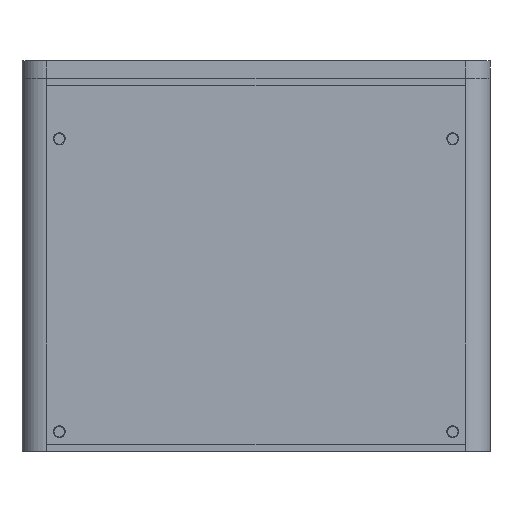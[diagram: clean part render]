
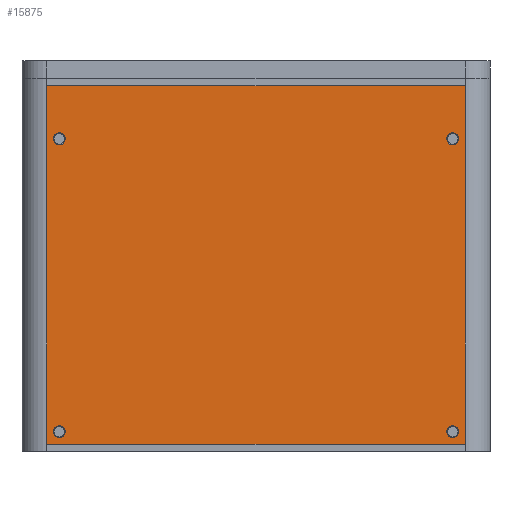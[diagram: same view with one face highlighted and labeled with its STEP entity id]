
A CAD part, front view. The second image highlights one B-rep face of the part: STEP entity #15875.
In plain terms, the highlighted planar face has unit normal (0, -1, 0).
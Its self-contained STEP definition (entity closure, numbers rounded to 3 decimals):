
#1485 = AXIS2_PLACEMENT_3D ( 'NONE', #11991, #13052, #5792 ) ;
#1674 = EDGE_CURVE ( 'NONE', #20022, #6301, #13598, .T. ) ;
#1698 = CARTESIAN_POINT ( 'NONE',  ( 58.95, -19., 62.489 ) ) ;
#1747 = EDGE_CURVE ( 'NONE', #6301, #11137, #3327, .T. ) ;
#1799 = CARTESIAN_POINT ( 'NONE',  ( -58.95, -19., -38.575 ) ) ;
#2040 = DIRECTION ( 'NONE',  ( 0., -1., 0. ) ) ;
#2111 = CARTESIAN_POINT ( 'NONE',  ( 58.95, -19., 62.489 ) ) ;
#2301 = ORIENTED_EDGE ( 'NONE', *, *, #15395, .F. ) ;
#2448 = CIRCLE ( 'NONE', #15746, 1.7 ) ;
#2812 = PLANE ( 'NONE',  #14785 ) ;
#2883 = VECTOR ( 'NONE', #4947, 1000. ) ;
#3150 = CARTESIAN_POINT ( 'NONE',  ( -55.45, -19., -36.775 ) ) ;
#3327 = LINE ( 'NONE', #20012, #2883 ) ;
#3507 = VERTEX_POINT ( 'NONE', #3813 ) ;
#3549 = VERTEX_POINT ( 'NONE', #8672 ) ;
#3668 = DIRECTION ( 'NONE',  ( 0., 0., -1. ) ) ;
#3813 = CARTESIAN_POINT ( 'NONE',  ( -55.45, -19., -33.375 ) ) ;
#4118 = VERTEX_POINT ( 'NONE', #6400 ) ;
#4341 = DIRECTION ( 'NONE',  ( 0., 0., 1. ) ) ;
#4430 = FACE_OUTER_BOUND ( 'NONE', #9431, .T. ) ;
#4758 = CARTESIAN_POINT ( 'NONE',  ( 58.95, -19., -38.575 ) ) ;
#4794 = CIRCLE ( 'NONE', #9012, 1.7 ) ;
#4905 = EDGE_LOOP ( 'NONE', ( #9787, #5168 ) ) ;
#4947 = DIRECTION ( 'NONE',  ( 1., 0., 0. ) ) ;
#5081 = VERTEX_POINT ( 'NONE', #1698 ) ;
#5168 = ORIENTED_EDGE ( 'NONE', *, *, #8101, .F. ) ;
#5183 = CARTESIAN_POINT ( 'NONE',  ( 55.45, -19., -35.075 ) ) ;
#5201 = DIRECTION ( 'NONE',  ( 0., -1., 0. ) ) ;
#5357 = ORIENTED_EDGE ( 'NONE', *, *, #15801, .T. ) ;
#5573 = ORIENTED_EDGE ( 'NONE', *, *, #15283, .F. ) ;
#5720 = DIRECTION ( 'NONE',  ( 0., -1., 0. ) ) ;
#5746 = DIRECTION ( 'NONE',  ( 0., 0., -1. ) ) ;
#5790 = CARTESIAN_POINT ( 'NONE',  ( 55.45, -19., -35.075 ) ) ;
#5792 = DIRECTION ( 'NONE',  ( 0., 0., -1. ) ) ;
#6234 = VERTEX_POINT ( 'NONE', #9410 ) ;
#6301 = VERTEX_POINT ( 'NONE', #1799 ) ;
#6328 = CIRCLE ( 'NONE', #9912, 1.7 ) ;
#6360 = AXIS2_PLACEMENT_3D ( 'NONE', #17297, #15785, #14259 ) ;
#6400 = CARTESIAN_POINT ( 'NONE',  ( -55.45, -19., 49.189 ) ) ;
#6813 = ORIENTED_EDGE ( 'NONE', *, *, #1674, .T. ) ;
#7091 = DIRECTION ( 'NONE',  ( 0., 0., -1. ) ) ;
#7277 = CIRCLE ( 'NONE', #19310, 1.7 ) ;
#7318 = VECTOR ( 'NONE', #16145, 1000. ) ;
#8101 = EDGE_CURVE ( 'NONE', #17506, #3549, #8626, .T. ) ;
#8230 = AXIS2_PLACEMENT_3D ( 'NONE', #5183, #2040, #7091 ) ;
#8626 = CIRCLE ( 'NONE', #10914, 1.7 ) ;
#8672 = CARTESIAN_POINT ( 'NONE',  ( 55.45, -19., -36.775 ) ) ;
#8718 = CARTESIAN_POINT ( 'NONE',  ( 55.45, -19., 47.489 ) ) ;
#8809 = CARTESIAN_POINT ( 'NONE',  ( -55.45, -19., -35.075 ) ) ;
#8999 = DIRECTION ( 'NONE',  ( 0., -1., 0. ) ) ;
#9012 = AXIS2_PLACEMENT_3D ( 'NONE', #19645, #5720, #11814 ) ;
#9137 = EDGE_LOOP ( 'NONE', ( #2301, #13673 ) ) ;
#9178 = EDGE_LOOP ( 'NONE', ( #5573, #20105 ) ) ;
#9372 = EDGE_CURVE ( 'NONE', #3507, #11156, #18340, .T. ) ;
#9410 = CARTESIAN_POINT ( 'NONE',  ( -55.45, -19., 45.789 ) ) ;
#9431 = EDGE_LOOP ( 'NONE', ( #11266, #12844, #5357, #6813 ) ) ;
#9787 = ORIENTED_EDGE ( 'NONE', *, *, #10921, .F. ) ;
#9912 = AXIS2_PLACEMENT_3D ( 'NONE', #8718, #5201, #3668 ) ;
#10498 = CIRCLE ( 'NONE', #8230, 1.7 ) ;
#10631 = FACE_BOUND ( 'NONE', #12151, .T. ) ;
#10705 = ORIENTED_EDGE ( 'NONE', *, *, #18185, .F. ) ;
#10914 = AXIS2_PLACEMENT_3D ( 'NONE', #5790, #11590, #15031 ) ;
#10921 = EDGE_CURVE ( 'NONE', #3549, #17506, #10498, .T. ) ;
#10992 = EDGE_CURVE ( 'NONE', #11137, #5081, #17975, .T. ) ;
#11137 = VERTEX_POINT ( 'NONE', #4758 ) ;
#11156 = VERTEX_POINT ( 'NONE', #3150 ) ;
#11266 = ORIENTED_EDGE ( 'NONE', *, *, #1747, .T. ) ;
#11590 = DIRECTION ( 'NONE',  ( 0., -1., 0. ) ) ;
#11814 = DIRECTION ( 'NONE',  ( 0., 0., -1. ) ) ;
#11840 = LINE ( 'NONE', #2111, #7318 ) ;
#11954 = CARTESIAN_POINT ( 'NONE',  ( 0., -19., 0. ) ) ;
#11991 = CARTESIAN_POINT ( 'NONE',  ( -55.45, -19., -35.075 ) ) ;
#12151 = EDGE_LOOP ( 'NONE', ( #10705, #17203 ) ) ;
#12844 = ORIENTED_EDGE ( 'NONE', *, *, #10992, .T. ) ;
#12940 = DIRECTION ( 'NONE',  ( 0., 0., -1. ) ) ;
#13052 = DIRECTION ( 'NONE',  ( 0., -1., 0. ) ) ;
#13391 = DIRECTION ( 'NONE',  ( 0., -1., 0. ) ) ;
#13469 = FACE_BOUND ( 'NONE', #4905, .T. ) ;
#13498 = CARTESIAN_POINT ( 'NONE',  ( -58.95, -19., 62.489 ) ) ;
#13557 = DIRECTION ( 'NONE',  ( 0., -1., 0. ) ) ;
#13598 = LINE ( 'NONE', #13498, #16518 ) ;
#13673 = ORIENTED_EDGE ( 'NONE', *, *, #15107, .F. ) ;
#13805 = CARTESIAN_POINT ( 'NONE',  ( 58.95, -19., -38.575 ) ) ;
#14031 = VERTEX_POINT ( 'NONE', #14301 ) ;
#14259 = DIRECTION ( 'NONE',  ( 0., 0., -1. ) ) ;
#14301 = CARTESIAN_POINT ( 'NONE',  ( 55.45, -19., 45.789 ) ) ;
#14785 = AXIS2_PLACEMENT_3D ( 'NONE', #11954, #8999, #5746 ) ;
#14974 = DIRECTION ( 'NONE',  ( 0., 0., -1. ) ) ;
#15031 = DIRECTION ( 'NONE',  ( 0., 0., -1. ) ) ;
#15107 = EDGE_CURVE ( 'NONE', #17169, #14031, #4794, .T. ) ;
#15283 = EDGE_CURVE ( 'NONE', #11156, #3507, #2448, .T. ) ;
#15395 = EDGE_CURVE ( 'NONE', #14031, #17169, #6328, .T. ) ;
#15419 = CIRCLE ( 'NONE', #6360, 1.7 ) ;
#15746 = AXIS2_PLACEMENT_3D ( 'NONE', #8809, #13391, #12940 ) ;
#15785 = DIRECTION ( 'NONE',  ( 0., -1., 0. ) ) ;
#15801 = EDGE_CURVE ( 'NONE', #5081, #20022, #11840, .T. ) ;
#15875 = ADVANCED_FACE ( 'NONE', ( #16625, #13469, #16839, #10631, #4430 ), #2812, .T. ) ;
#16145 = DIRECTION ( 'NONE',  ( -1., 0., 0. ) ) ;
#16518 = VECTOR ( 'NONE', #18076, 1000. ) ;
#16550 = EDGE_CURVE ( 'NONE', #4118, #6234, #15419, .T. ) ;
#16625 = FACE_BOUND ( 'NONE', #9178, .T. ) ;
#16839 = FACE_BOUND ( 'NONE', #9137, .T. ) ;
#17169 = VERTEX_POINT ( 'NONE', #19498 ) ;
#17203 = ORIENTED_EDGE ( 'NONE', *, *, #16550, .F. ) ;
#17297 = CARTESIAN_POINT ( 'NONE',  ( -55.45, -19., 47.489 ) ) ;
#17506 = VERTEX_POINT ( 'NONE', #17926 ) ;
#17926 = CARTESIAN_POINT ( 'NONE',  ( 55.45, -19., -33.375 ) ) ;
#17975 = LINE ( 'NONE', #13805, #19283 ) ;
#18076 = DIRECTION ( 'NONE',  ( 0., 0., -1. ) ) ;
#18185 = EDGE_CURVE ( 'NONE', #6234, #4118, #7277, .T. ) ;
#18340 = CIRCLE ( 'NONE', #1485, 1.7 ) ;
#19283 = VECTOR ( 'NONE', #4341, 1000. ) ;
#19310 = AXIS2_PLACEMENT_3D ( 'NONE', #19545, #13557, #14974 ) ;
#19498 = CARTESIAN_POINT ( 'NONE',  ( 55.45, -19., 49.189 ) ) ;
#19545 = CARTESIAN_POINT ( 'NONE',  ( -55.45, -19., 47.489 ) ) ;
#19645 = CARTESIAN_POINT ( 'NONE',  ( 55.45, -19., 47.489 ) ) ;
#19966 = CARTESIAN_POINT ( 'NONE',  ( -58.95, -19., 62.489 ) ) ;
#20012 = CARTESIAN_POINT ( 'NONE',  ( -58.95, -19., -38.575 ) ) ;
#20022 = VERTEX_POINT ( 'NONE', #19966 ) ;
#20105 = ORIENTED_EDGE ( 'NONE', *, *, #9372, .F. ) ;
